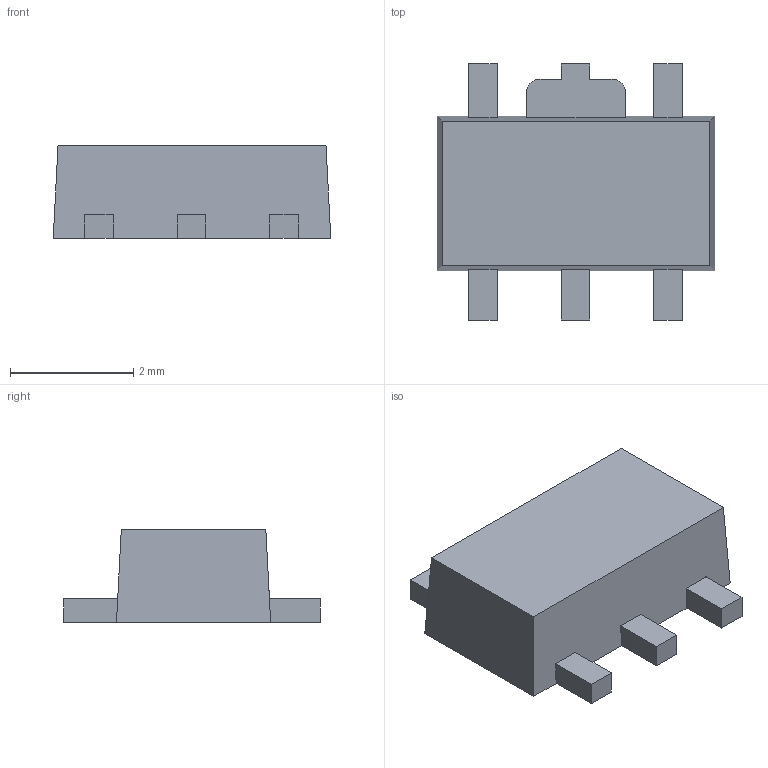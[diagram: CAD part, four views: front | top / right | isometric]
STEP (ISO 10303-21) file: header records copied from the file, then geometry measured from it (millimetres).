
FILE_DESCRIPTION (( 'STEP AP214' ), '1' );
FILE_NAME ('SOT-89-5L_step214.STEP', '2020-01-09T02:48:07', ( '' ), ( '' ), 'SwSTEP 2.0', 'SolidWorks 2019', '' );
FILE_SCHEMA (( 'AUTOMOTIVE_DESIGN' ));
Length unit declared in the file: millimetre
Products named in the file (3): SOT-89-5L_LF; SOT-89-5L_step214; 零件1^SOT-89-5L_組合件
Assembly tree (2 placements, depth 2):
  SOT-89-5L_step214
    SOT-89-5L_LF
    零件1^SOT-89-5L_組合件
Bounding box: 4.5 x 4.15 x 1.5 mm (x, y, z)
Volume: 17.2 mm3; surface area: 74.8 mm2
Topology: 2 solids, 2 shells, 54 faces, 150 edges, 100 vertices
Faces by surface type: plane 52, cylinder 2
Entity records: 1808 total; most frequent: CARTESIAN_POINT 309, ORIENTED_EDGE 300, DIRECTION 272, EDGE_CURVE 150, VECTOR 146, LINE 146, VERTEX_POINT 100, AXIS2_PLACEMENT_3D 63
